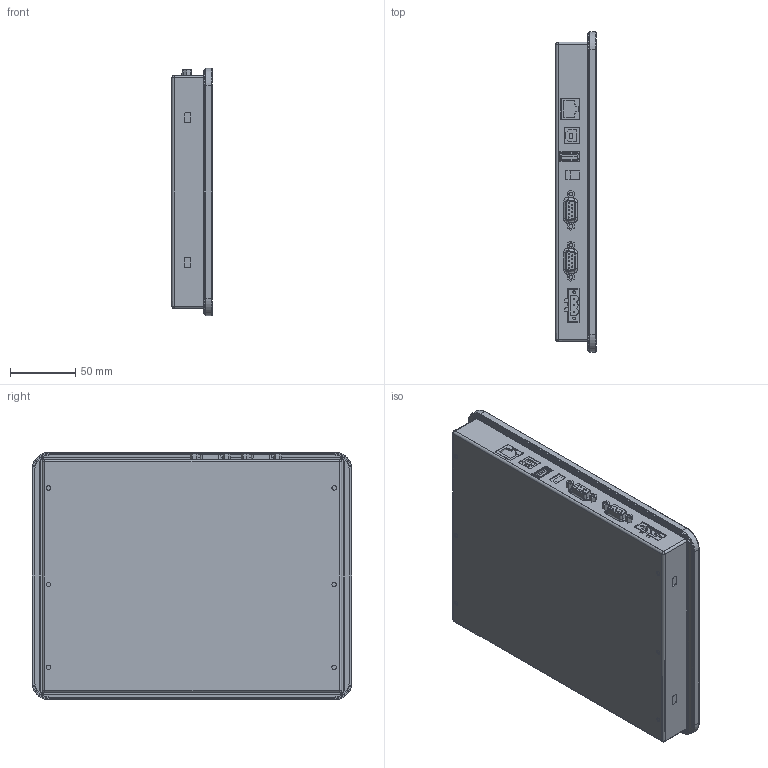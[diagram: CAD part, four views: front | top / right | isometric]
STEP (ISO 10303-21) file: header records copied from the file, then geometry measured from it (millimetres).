
FILE_DESCRIPTION (( 'STEP AP214' ), '1' );
FILE_NAME ('ETG-A8TS-HSSE-P-097_Ïàíåëü îïåðàòîðà ETG 9,7” ìåòàëëè÷åñêèé êîðïóñ ONI.STEP', '2018-09-25T11:09:17', ( '' ), ( '' ), 'SwSTEP 2.0', 'SolidWorks 2014', '' );
FILE_SCHEMA (( 'AUTOMOTIVE_DESIGN' ));
Length unit declared in the file: millimetre
Products named in the file (1): ETG-A8TS-HSSE-P-097_Ïàíåëü îïåðàòîðà ETG 9,7” ìåòàëëè÷åñêèé êîðïóñ ONI
Bounding box: 31 x 245.2 x 189.7 mm (x, y, z)
Surface area: 344517.9 mm2 (no closed solid volume)
Topology: 0 solids, 22 shells, 444 faces, 1702 edges, 1252 vertices
Faces by surface type: plane 224, cylinder 196, bspline 24
Entity records: 24716 total; most frequent: CARTESIAN_POINT 5556, DIRECTION 2994, ORIENTED_EDGE 2666, EDGE_CURVE 1702, VERTEX_POINT 1252, LINE 1054, VECTOR 1054, AXIS2_PLACEMENT_3D 970
